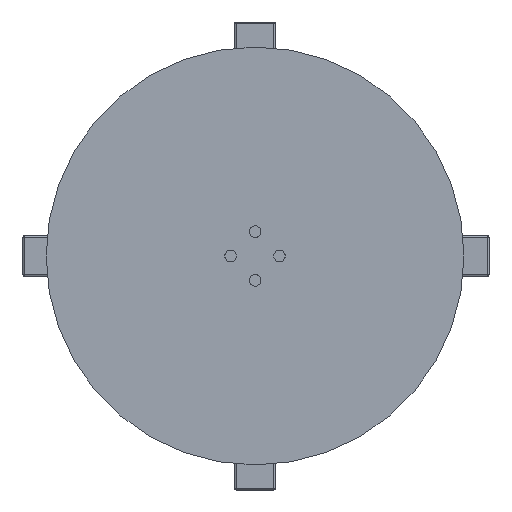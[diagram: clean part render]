
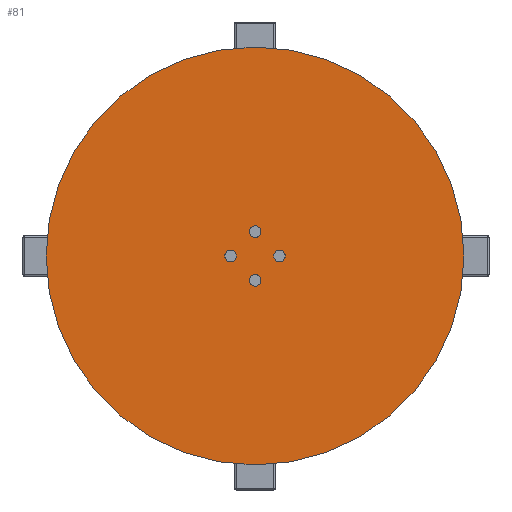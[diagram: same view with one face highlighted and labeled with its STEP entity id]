
A CAD part, front view. The second image highlights one B-rep face of the part: STEP entity #81.
In plain terms, the highlighted planar face has unit normal (0, -1, 0).
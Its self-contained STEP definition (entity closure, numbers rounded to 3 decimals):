
#81=ADVANCED_FACE('NONE',(#259,#260,#261,#262,#263),#264,.F.);
#259=FACE_OUTER_BOUND('',#658,.T.);
#260=FACE_BOUND('',#659,.T.);
#261=FACE_BOUND('',#660,.T.);
#262=FACE_BOUND('',#661,.T.);
#263=FACE_BOUND('',#662,.T.);
#264=PLANE('',#663);
#658=EDGE_LOOP('',(#1096,#1097));
#659=EDGE_LOOP('',(#1098,#1099));
#660=EDGE_LOOP('',(#1100,#1101));
#661=EDGE_LOOP('',(#1102,#1103));
#662=EDGE_LOOP('',(#1104,#1105));
#663=AXIS2_PLACEMENT_3D('',#1106,#1107,#1108);
#1096=ORIENTED_EDGE('',*,*,#2368,.F.);
#1097=ORIENTED_EDGE('',*,*,#2371,.F.);
#1098=ORIENTED_EDGE('',*,*,#2373,.F.);
#1099=ORIENTED_EDGE('',*,*,#2350,.F.);
#1100=ORIENTED_EDGE('',*,*,#2374,.F.);
#1101=ORIENTED_EDGE('',*,*,#2354,.F.);
#1102=ORIENTED_EDGE('',*,*,#2375,.F.);
#1103=ORIENTED_EDGE('',*,*,#2358,.F.);
#1104=ORIENTED_EDGE('',*,*,#2376,.F.);
#1105=ORIENTED_EDGE('',*,*,#2362,.F.);
#1106=CARTESIAN_POINT('',(0.,-15.0,0.));
#1107=DIRECTION('',(-0.0,1.0,0.0));
#1108=DIRECTION('',(1.0,0.0,0.0));
#2350=EDGE_CURVE('NONE',#2773,#2775,#2776,.T.);
#2354=EDGE_CURVE('NONE',#2781,#2783,#2784,.T.);
#2358=EDGE_CURVE('NONE',#2789,#2791,#2792,.T.);
#2362=EDGE_CURVE('NONE',#2797,#2799,#2800,.T.);
#2368=EDGE_CURVE('NONE',#2810,#2811,#2812,.T.);
#2371=EDGE_CURVE('NONE',#2811,#2810,#2815,.T.);
#2373=EDGE_CURVE('NONE',#2775,#2773,#2817,.T.);
#2374=EDGE_CURVE('NONE',#2783,#2781,#2818,.T.);
#2375=EDGE_CURVE('NONE',#2791,#2789,#2819,.T.);
#2376=EDGE_CURVE('NONE',#2799,#2797,#2820,.T.);
#2773=VERTEX_POINT('NONE',#3417);
#2775=VERTEX_POINT('NONE',#3420);
#2776=CIRCLE('',#3421,6.25);
#2781=VERTEX_POINT('NONE',#3427);
#2783=VERTEX_POINT('NONE',#3430);
#2784=CIRCLE('',#3431,6.25);
#2789=VERTEX_POINT('NONE',#3437);
#2791=VERTEX_POINT('NONE',#3440);
#2792=CIRCLE('',#3441,6.25);
#2797=VERTEX_POINT('NONE',#3447);
#2799=VERTEX_POINT('NONE',#3450);
#2800=CIRCLE('',#3451,6.25);
#2810=VERTEX_POINT('NONE',#3462);
#2811=VERTEX_POINT('NONE',#3463);
#2812=CIRCLE('',#3464,225.0);
#2815=CIRCLE('',#3469,225.0);
#2817=CIRCLE('',#3471,6.25);
#2818=CIRCLE('',#3472,6.25);
#2819=CIRCLE('',#3473,6.25);
#2820=CIRCLE('',#3474,6.25);
#3417=CARTESIAN_POINT('',(0.,-15.0,32.5));
#3420=CARTESIAN_POINT('',(0.,-15.0,20.0));
#3421=AXIS2_PLACEMENT_3D('',#4242,#4243,#4244);
#3427=CARTESIAN_POINT('',(26.25,-15.0,6.25));
#3430=CARTESIAN_POINT('',(26.25,-15.0,-6.25));
#3431=AXIS2_PLACEMENT_3D('',#4250,#4251,#4252);
#3437=CARTESIAN_POINT('',(0.,-15.0,-20.0));
#3440=CARTESIAN_POINT('',(0.,-15.0,-32.5));
#3441=AXIS2_PLACEMENT_3D('',#4258,#4259,#4260);
#3447=CARTESIAN_POINT('',(-26.25,-15.0,6.25));
#3450=CARTESIAN_POINT('',(-26.25,-15.0,-6.25));
#3451=AXIS2_PLACEMENT_3D('',#4266,#4267,#4268);
#3462=CARTESIAN_POINT('',(0.,-15.0,225.0));
#3463=CARTESIAN_POINT('',(0.,-15.0,-225.0));
#3464=AXIS2_PLACEMENT_3D('',#4282,#4283,#4284);
#3469=AXIS2_PLACEMENT_3D('',#4287,#4288,#4289);
#3471=AXIS2_PLACEMENT_3D('',#4293,#4294,#4295);
#3472=AXIS2_PLACEMENT_3D('',#4296,#4297,#4298);
#3473=AXIS2_PLACEMENT_3D('',#4299,#4300,#4301);
#3474=AXIS2_PLACEMENT_3D('',#4302,#4303,#4304);
#4242=CARTESIAN_POINT('',(0.,-15.0,26.25));
#4243=DIRECTION('',(0.0,-1.0,0.0));
#4244=DIRECTION('',(0.0,0.0,-1.0));
#4250=CARTESIAN_POINT('',(26.25,-15.0,0.));
#4251=DIRECTION('',(0.0,-1.0,0.0));
#4252=DIRECTION('',(0.0,0.0,-1.0));
#4258=CARTESIAN_POINT('',(0.,-15.0,-26.25));
#4259=DIRECTION('',(0.0,-1.0,0.0));
#4260=DIRECTION('',(0.0,0.0,-1.0));
#4266=CARTESIAN_POINT('',(-26.25,-15.0,0.));
#4267=DIRECTION('',(0.0,-1.0,0.0));
#4268=DIRECTION('',(0.0,0.0,-1.0));
#4282=CARTESIAN_POINT('',(0.,-15.0,0.));
#4283=DIRECTION('',(0.0,1.0,0.0));
#4284=DIRECTION('',(0.0,0.0,1.0));
#4287=CARTESIAN_POINT('',(0.,-15.0,0.));
#4288=DIRECTION('',(0.0,1.0,0.0));
#4289=DIRECTION('',(0.0,0.0,1.0));
#4293=CARTESIAN_POINT('',(0.,-15.0,26.25));
#4294=DIRECTION('',(0.0,-1.0,0.0));
#4295=DIRECTION('',(0.0,0.0,-1.0));
#4296=CARTESIAN_POINT('',(26.25,-15.0,0.));
#4297=DIRECTION('',(0.0,-1.0,0.0));
#4298=DIRECTION('',(0.0,0.0,-1.0));
#4299=CARTESIAN_POINT('',(0.,-15.0,-26.25));
#4300=DIRECTION('',(0.0,-1.0,0.0));
#4301=DIRECTION('',(0.0,0.0,-1.0));
#4302=CARTESIAN_POINT('',(-26.25,-15.0,0.));
#4303=DIRECTION('',(0.0,-1.0,0.0));
#4304=DIRECTION('',(0.0,0.0,-1.0));
